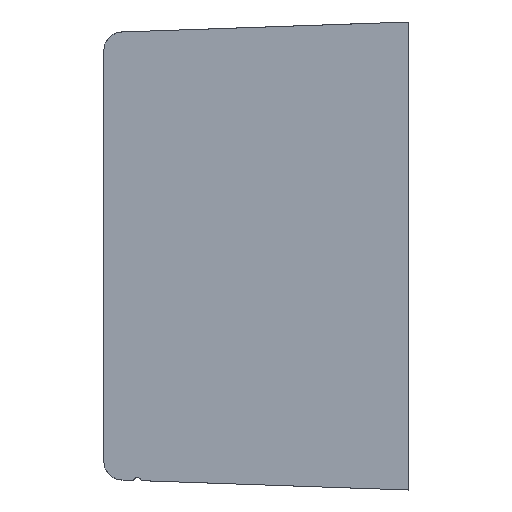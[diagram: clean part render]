
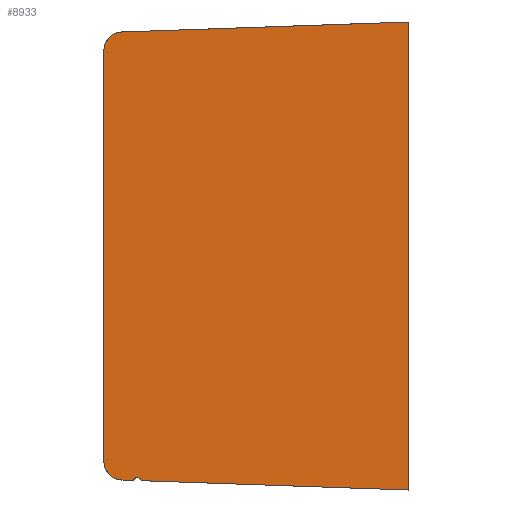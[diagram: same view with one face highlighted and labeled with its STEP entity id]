
A CAD part, left-side view. The second image highlights one B-rep face of the part: STEP entity #8933.
In plain terms, the highlighted planar face has unit normal (-1, 0, 0).
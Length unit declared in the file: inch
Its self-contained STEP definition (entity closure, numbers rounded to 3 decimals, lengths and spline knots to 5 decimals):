
#568 = CARTESIAN_POINT ( 'NONE',  ( -0.9935, 3.05698, 2.39325 ) ) ;
#1817 = PLANE ( 'NONE',  #21175 ) ;
#2122 = CARTESIAN_POINT ( 'NONE',  ( -0.9935, 3.25, 2.5 ) ) ;
#2284 = CARTESIAN_POINT ( 'NONE',  ( -0.9935, 3.42043, -2.38056 ) ) ;
#2433 = DIRECTION ( 'NONE',  ( 0., -0.999, -0.035 ) ) ;
#3055 = DIRECTION ( 'NONE',  ( -1., 0., 0. ) ) ;
#4095 = ORIENTED_EDGE ( 'NONE', *, *, #41456, .T. ) ;
#4488 = EDGE_CURVE ( 'NONE', #24735, #36941, #35305, .T. ) ;
#4528 = EDGE_LOOP ( 'NONE', ( #22618, #27596, #7109, #4095, #30616, #13977, #21686, #9948 ) ) ;
#4794 = DIRECTION ( 'NONE',  ( 0., 0., -1. ) ) ;
#5624 = DIRECTION ( 'NONE',  ( 0., 1., 0. ) ) ;
#5949 = CARTESIAN_POINT ( 'NONE',  ( -0.9935, 3.25, 2.19337 ) ) ;
#7109 = ORIENTED_EDGE ( 'NONE', *, *, #39730, .F. ) ;
#7420 = CARTESIAN_POINT ( 'NONE',  ( -0.9935, 0., 2.5 ) ) ;
#8186 = VECTOR ( 'NONE', #21452, 39.37008 ) ;
#8445 = FACE_OUTER_BOUND ( 'NONE', #4528, .T. ) ;
#8863 = CARTESIAN_POINT ( 'NONE',  ( -0.9935, 0., -2.5 ) ) ;
#8933 = ADVANCED_FACE ( 'NONE', ( #8445 ), #1817, .F. ) ;
#9266 = VERTEX_POINT ( 'NONE', #14873 ) ;
#9948 = ORIENTED_EDGE ( 'NONE', *, *, #4488, .F. ) ;
#10067 = CARTESIAN_POINT ( 'NONE',  ( -0.9935, 3.25, -2.19337 ) ) ;
#12701 = DIRECTION ( 'NONE',  ( -1., 0., 0. ) ) ;
#13621 = VERTEX_POINT ( 'NONE', #8863 ) ;
#13977 = ORIENTED_EDGE ( 'NONE', *, *, #42292, .T. ) ;
#14571 = LINE ( 'NONE', #2284, #31601 ) ;
#14737 = VERTEX_POINT ( 'NONE', #5949 ) ;
#14828 = AXIS2_PLACEMENT_3D ( 'NONE', #19076, #42966, #22533 ) ;
#14873 = CARTESIAN_POINT ( 'NONE',  ( -0.9935, 3.05698, -2.39325 ) ) ;
#14921 = CARTESIAN_POINT ( 'NONE',  ( -0.9935, 2.93311, -2.39757 ) ) ;
#17475 = CIRCLE ( 'NONE', #39473, 0.2 ) ;
#19076 = CARTESIAN_POINT ( 'NONE',  ( -0.9935, 3.05, 2.19337 ) ) ;
#20622 = CARTESIAN_POINT ( 'NONE',  ( -0.9935, 3.24604, 2.38665 ) ) ;
#21175 = AXIS2_PLACEMENT_3D ( 'NONE', #2122, #26026, #5624 ) ;
#21452 = DIRECTION ( 'NONE',  ( 0., -0.999, -0.035 ) ) ;
#21686 = ORIENTED_EDGE ( 'NONE', *, *, #43463, .T. ) ;
#22533 = DIRECTION ( 'NONE',  ( 0., 1., 0. ) ) ;
#22618 = ORIENTED_EDGE ( 'NONE', *, *, #32348, .T. ) ;
#23607 = CARTESIAN_POINT ( 'NONE',  ( -0.9935, 2.89106, -2.41359 ) ) ;
#24735 = VERTEX_POINT ( 'NONE', #34420 ) ;
#24806 = CARTESIAN_POINT ( 'NONE',  ( -0.9935, 3.25, 2.5 ) ) ;
#25286 = LINE ( 'NONE', #41937, #8186 ) ;
#26026 = DIRECTION ( 'NONE',  ( 1., 0., 0. ) ) ;
#26237 = VECTOR ( 'NONE', #28201, 39.37008 ) ;
#26548 = LINE ( 'NONE', #20622, #35652 ) ;
#26651 = AXIS2_PLACEMENT_3D ( 'NONE', #23607, #3055, #26955 ) ;
#26955 = DIRECTION ( 'NONE',  ( 0., -1., 0. ) ) ;
#27150 = VERTEX_POINT ( 'NONE', #568 ) ;
#27316 = LINE ( 'NONE', #24806, #26237 ) ;
#27596 = ORIENTED_EDGE ( 'NONE', *, *, #42761, .F. ) ;
#28201 = DIRECTION ( 'NONE',  ( 0., 0., -1. ) ) ;
#30616 = ORIENTED_EDGE ( 'NONE', *, *, #38403, .T. ) ;
#31601 = VECTOR ( 'NONE', #2433, 39.37008 ) ;
#31935 = CARTESIAN_POINT ( 'NONE',  ( -0.9935, 0., 2.5 ) ) ;
#32291 = VECTOR ( 'NONE', #4794, 39.37008 ) ;
#32348 = EDGE_CURVE ( 'NONE', #24735, #13621, #25286, .T. ) ;
#33100 = CARTESIAN_POINT ( 'NONE',  ( -0.9935, 3.05, -2.19337 ) ) ;
#34420 = CARTESIAN_POINT ( 'NONE',  ( -0.9935, 2.84799, -2.40055 ) ) ;
#35305 = CIRCLE ( 'NONE', #26651, 0.045 ) ;
#35652 = VECTOR ( 'NONE', #41127, 39.37008 ) ;
#36574 = DIRECTION ( 'NONE',  ( 0., 1., 0. ) ) ;
#36692 = VERTEX_POINT ( 'NONE', #7420 ) ;
#36941 = VERTEX_POINT ( 'NONE', #14921 ) ;
#38403 = EDGE_CURVE ( 'NONE', #14737, #44176, #27316, .T. ) ;
#39473 = AXIS2_PLACEMENT_3D ( 'NONE', #33100, #12701, #36574 ) ;
#39638 = CIRCLE ( 'NONE', #14828, 0.2 ) ;
#39730 = EDGE_CURVE ( 'NONE', #27150, #36692, #26548, .T. ) ;
#41127 = DIRECTION ( 'NONE',  ( 0., -0.999, 0.035 ) ) ;
#41456 = EDGE_CURVE ( 'NONE', #27150, #14737, #39638, .T. ) ;
#41459 = LINE ( 'NONE', #31935, #32291 ) ;
#41937 = CARTESIAN_POINT ( 'NONE',  ( -0.9935, 3.42043, -2.38056 ) ) ;
#42292 = EDGE_CURVE ( 'NONE', #44176, #9266, #17475, .T. ) ;
#42761 = EDGE_CURVE ( 'NONE', #36692, #13621, #41459, .T. ) ;
#42966 = DIRECTION ( 'NONE',  ( -1., 0., 0. ) ) ;
#43463 = EDGE_CURVE ( 'NONE', #9266, #36941, #14571, .T. ) ;
#44176 = VERTEX_POINT ( 'NONE', #10067 ) ;
